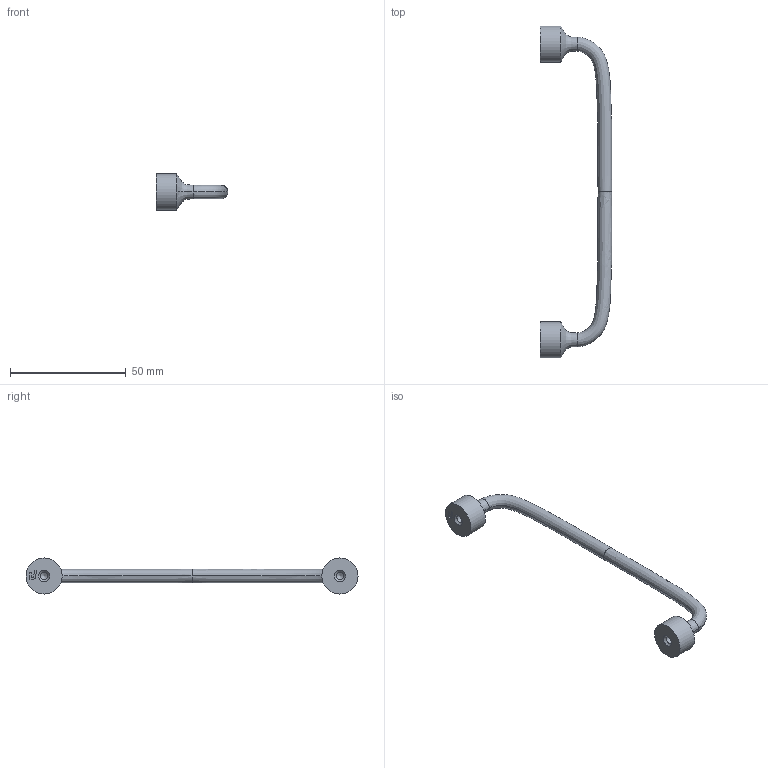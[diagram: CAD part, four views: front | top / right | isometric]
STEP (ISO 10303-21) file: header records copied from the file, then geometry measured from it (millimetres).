
FILE_DESCRIPTION(/* description */ (''),/* implementation_level */ '2;1');
FILE_NAME(/* name */ '0495_128_01.stp',/* time_stamp */ '2023-01-02T15:29:21+01:00',/* author */ ('jferrer'),/* organization */ (''),/* preprocessor_version */ 'ST-DEVELOPER v18.1',/* originating_system */ 'Autodesk Inventor 2022',/* authorisation */ '');
FILE_SCHEMA (('CONFIG_CONTROL_DESIGN'));
Length unit declared in the file: millimetre
Products named in the file (1): 0495_128_SLIM_00
Bounding box: 31.03 x 143.64 x 15.64 mm (x, y, z)
Volume: 8004.5 mm3; surface area: 4627 mm2
Topology: 1 solids, 1 shells, 29 faces, 68 edges, 42 vertices
Faces by surface type: plane 11, bspline 8, cylinder 6, cone 4
Full cylindrical faces by diameter (mm): 3.242 x2, 15.637 x2
Entity records: 1633 total; most frequent: CARTESIAN_POINT 972, ORIENTED_EDGE 132, DIRECTION 122, EDGE_CURVE 66, AXIS2_PLACEMENT_3D 44, VERTEX_POINT 42, LINE 34, VECTOR 34
